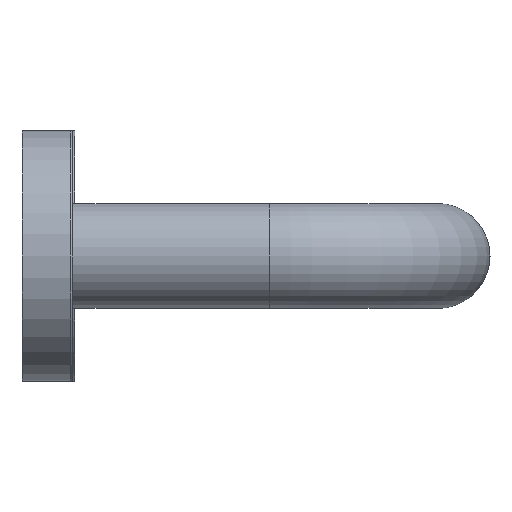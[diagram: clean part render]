
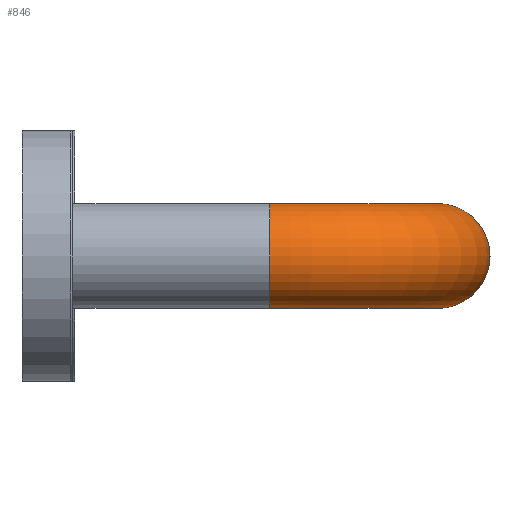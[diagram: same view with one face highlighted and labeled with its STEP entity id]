
A CAD part, left-side view. The second image highlights one B-rep face of the part: STEP entity #846.
In plain terms, the highlighted toroidal (fillet/blend) face has major radius 40 mm and minor radius 12.5 mm.
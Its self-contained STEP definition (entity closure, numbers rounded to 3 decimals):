
#104=TOROIDAL_SURFACE('',#1007,40.,12.5);
#122=ORIENTED_EDGE('',*,*,#281,.T.);
#123=ORIENTED_EDGE('',*,*,#282,.F.);
#281=EDGE_CURVE('',#363,#363,#441,.T.);
#282=EDGE_CURVE('',#364,#364,#442,.T.);
#363=VERTEX_POINT('',#1489);
#364=VERTEX_POINT('',#1492);
#441=CIRCLE('',#1006,12.5);
#442=CIRCLE('',#1008,12.5);
#524=EDGE_LOOP('',(#122));
#525=EDGE_LOOP('',(#123));
#672=FACE_BOUND('',#524,.T.);
#673=FACE_BOUND('',#525,.T.);
#846=ADVANCED_FACE('',(#672,#673),#104,.T.);
#1006=AXIS2_PLACEMENT_3D('',#1488,#1177,#1178);
#1007=AXIS2_PLACEMENT_3D('',#1490,#1179,#1180);
#1008=AXIS2_PLACEMENT_3D('',#1491,#1181,#1182);
#1177=DIRECTION('',(0.,-1.,0.));
#1178=DIRECTION('',(-1.,0.,0.));
#1179=DIRECTION('',(0.,0.,-1.));
#1180=DIRECTION('',(-1.,0.,0.));
#1181=DIRECTION('',(1.,0.,0.));
#1182=DIRECTION('',(0.,-1.,0.));
#1488=CARTESIAN_POINT('',(-1914.999,-8544.683,2.));
#1489=CARTESIAN_POINT('',(-1927.499,-8544.683,2.));
#1490=CARTESIAN_POINT('',(-1874.999,-8544.683,2.));
#1491=CARTESIAN_POINT('',(-1874.999,-8584.683,2.));
#1492=CARTESIAN_POINT('',(-1874.999,-8597.183,2.));
